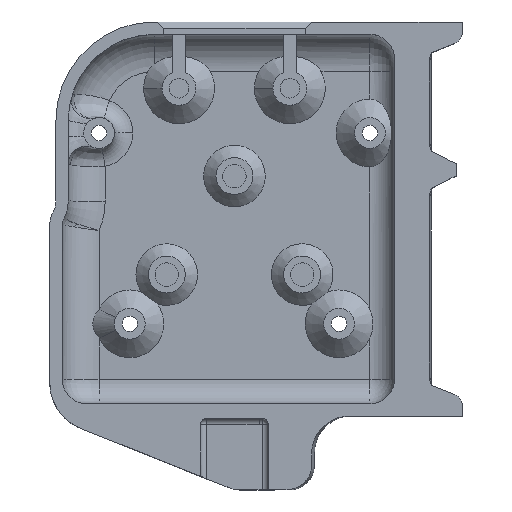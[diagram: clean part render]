
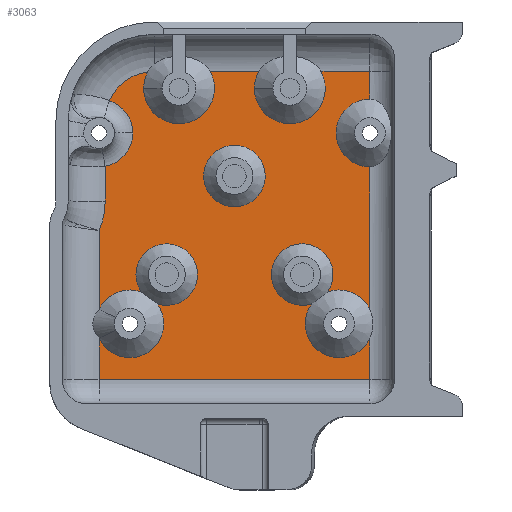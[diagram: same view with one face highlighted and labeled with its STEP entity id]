
A CAD part, top view. The second image highlights one B-rep face of the part: STEP entity #3063.
In plain terms, the highlighted planar face has unit normal (0, 0, 1).
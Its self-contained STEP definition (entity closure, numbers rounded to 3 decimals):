
#1204=CARTESIAN_POINT('',(37.5,13.,2.));
#1205=VERTEX_POINT('',#1204);
#1231=CARTESIAN_POINT('',(48.,10.709,2.));
#1232=VERTEX_POINT('',#1231);
#1233=CARTESIAN_POINT('',(43.,13.,2.));
#1234=DIRECTION('',(-0.,-0.,-1.));
#1235=DIRECTION('',(1.,0.,-0.));
#1236=AXIS2_PLACEMENT_3D('',#1233,#1234,#1235);
#1237=CIRCLE('',#1236,5.5);
#1238=EDGE_CURVE('',#1232,#1205,#1237,.T.);
#1240=CARTESIAN_POINT('',(48.,15.291,2.));
#1241=VERTEX_POINT('',#1240);
#1264=CARTESIAN_POINT('',(41.122,18.169,2.));
#1265=VERTEX_POINT('',#1264);
#1266=CARTESIAN_POINT('',(43.,13.,2.));
#1267=DIRECTION('',(-0.,-0.,-1.));
#1268=DIRECTION('',(1.,0.,-0.));
#1269=AXIS2_PLACEMENT_3D('',#1266,#1267,#1268);
#1270=CIRCLE('',#1269,5.5);
#1271=EDGE_CURVE('',#1265,#1241,#1270,.T.);
#1273=CARTESIAN_POINT('',(38.563,16.251,2.));
#1274=VERTEX_POINT('',#1273);
#1291=CARTESIAN_POINT('',(43.,13.,2.));
#1292=DIRECTION('',(-0.,-0.,-1.));
#1293=DIRECTION('',(1.,0.,-0.));
#1294=AXIS2_PLACEMENT_3D('',#1291,#1292,#1293);
#1295=CIRCLE('',#1294,5.5);
#1296=EDGE_CURVE('',#1205,#1274,#1295,.T.);
#1307=CARTESIAN_POINT('',(48.,4.,2.));
#1308=VERTEX_POINT('',#1307);
#1309=CARTESIAN_POINT('',(48.,4.,2.));
#1310=DIRECTION('',(0.,1.,0.));
#1311=VECTOR('',#1310,6.709);
#1312=LINE('',#1309,#1311);
#1313=EDGE_CURVE('',#1308,#1232,#1312,.T.);
#1332=CARTESIAN_POINT('',(48.,54.,2.));
#1333=VERTEX_POINT('',#1332);
#1341=CARTESIAN_POINT('',(48.,49.5,2.));
#1342=VERTEX_POINT('',#1341);
#1343=CARTESIAN_POINT('',(48.,49.5,2.));
#1344=DIRECTION('',(0.,1.,0.));
#1345=VECTOR('',#1344,4.5);
#1346=LINE('',#1343,#1345);
#1347=EDGE_CURVE('',#1342,#1333,#1346,.T.);
#1349=CARTESIAN_POINT('',(48.,38.5,2.));
#1350=VERTEX_POINT('',#1349);
#1436=CARTESIAN_POINT('',(48.,15.291,2.));
#1437=DIRECTION('',(0.,1.,0.));
#1438=VECTOR('',#1437,23.209);
#1439=LINE('',#1436,#1438);
#1440=EDGE_CURVE('',#1241,#1350,#1439,.T.);
#1587=CARTESIAN_POINT('',(22.05,54.,2.));
#1588=VERTEX_POINT('',#1587);
#1611=CARTESIAN_POINT('',(29.95,54.,2.));
#1612=VERTEX_POINT('',#1611);
#1613=CARTESIAN_POINT('',(22.05,54.,2.));
#1614=DIRECTION('',(1.,0.,-0.));
#1615=VECTOR('',#1614,7.9);
#1616=LINE('',#1613,#1615);
#1617=EDGE_CURVE('',#1588,#1612,#1616,.T.);
#2413=CARTESIAN_POINT('',(5.684,49.236,2.));
#2414=VERTEX_POINT('',#2413);
#2415=CARTESIAN_POINT('',(11.91,53.925,2.));
#2416=VERTEX_POINT('',#2415);
#2417=CARTESIAN_POINT('',(13.,46.,2.));
#2418=DIRECTION('',(-0.,-0.,-1.));
#2419=DIRECTION('',(1.,0.,-0.));
#2420=AXIS2_PLACEMENT_3D('',#2417,#2418,#2419);
#2421=CIRCLE('',#2420,8.);
#2422=EDGE_CURVE('',#2414,#2416,#2421,.T.);
#2498=CARTESIAN_POINT('',(5.,32.944,2.));
#2499=VERTEX_POINT('',#2498);
#2500=CARTESIAN_POINT('',(5.,38.592,2.));
#2501=VERTEX_POINT('',#2500);
#2502=CARTESIAN_POINT('',(5.,32.944,2.));
#2503=DIRECTION('',(0.,1.,0.));
#2504=VECTOR('',#2503,5.647);
#2505=LINE('',#2502,#2504);
#2506=EDGE_CURVE('',#2499,#2501,#2505,.T.);
#2872=CARTESIAN_POINT('',(0.,0.,2.));
#2873=DIRECTION('',(0.,0.,1.));
#2874=DIRECTION('',(1.,0.,0.));
#2875=AXIS2_PLACEMENT_3D('',#2872,#2873,#2874);
#2876=PLANE('',#2875);
#2877=CARTESIAN_POINT('',(4.,4.,2.));
#2878=VERTEX_POINT('',#2877);
#2879=CARTESIAN_POINT('',(4.,10.709,2.));
#2880=VERTEX_POINT('',#2879);
#2881=CARTESIAN_POINT('',(4.,4.,2.));
#2882=DIRECTION('',(0.,1.,0.));
#2883=VECTOR('',#2882,6.709);
#2884=LINE('',#2881,#2883);
#2885=EDGE_CURVE('',#2878,#2880,#2884,.T.);
#2886=ORIENTED_EDGE('',*,*,#2885,.F.);
#2887=CARTESIAN_POINT('',(4.,4.,2.));
#2888=DIRECTION('',(1.,0.,-0.));
#2889=VECTOR('',#2888,44.);
#2890=LINE('',#2887,#2889);
#2891=EDGE_CURVE('',#2878,#1308,#2890,.T.);
#2892=ORIENTED_EDGE('',*,*,#2891,.T.);
#2893=ORIENTED_EDGE('',*,*,#1313,.T.);
#2894=ORIENTED_EDGE('',*,*,#1238,.T.);
#2895=ORIENTED_EDGE('',*,*,#1296,.T.);
#2896=CARTESIAN_POINT('',(32.,21.,2.));
#2897=VERTEX_POINT('',#2896);
#2898=CARTESIAN_POINT('',(37.,21.,2.));
#2899=DIRECTION('',(-0.,-0.,-1.));
#2900=DIRECTION('',(1.,0.,-0.));
#2901=AXIS2_PLACEMENT_3D('',#2898,#2899,#2900);
#2902=CIRCLE('',#2901,5.);
#2903=EDGE_CURVE('',#1274,#2897,#2902,.T.);
#2904=ORIENTED_EDGE('',*,*,#2903,.T.);
#2905=CARTESIAN_POINT('',(37.,21.,2.));
#2906=DIRECTION('',(-0.,-0.,-1.));
#2907=DIRECTION('',(1.,0.,-0.));
#2908=AXIS2_PLACEMENT_3D('',#2905,#2906,#2907);
#2909=CIRCLE('',#2908,5.);
#2910=EDGE_CURVE('',#2897,#1265,#2909,.T.);
#2911=ORIENTED_EDGE('',*,*,#2910,.T.);
#2912=ORIENTED_EDGE('',*,*,#1271,.T.);
#2913=ORIENTED_EDGE('',*,*,#1440,.T.);
#2914=CARTESIAN_POINT('',(42.5,44.,2.));
#2915=VERTEX_POINT('',#2914);
#2916=CARTESIAN_POINT('',(48.,44.,2.));
#2917=DIRECTION('',(-0.,-0.,-1.));
#2918=DIRECTION('',(1.,0.,-0.));
#2919=AXIS2_PLACEMENT_3D('',#2916,#2917,#2918);
#2920=CIRCLE('',#2919,5.5);
#2921=EDGE_CURVE('',#1350,#2915,#2920,.T.);
#2922=ORIENTED_EDGE('',*,*,#2921,.T.);
#2923=CARTESIAN_POINT('',(48.,44.,2.));
#2924=DIRECTION('',(-0.,-0.,-1.));
#2925=DIRECTION('',(1.,0.,-0.));
#2926=AXIS2_PLACEMENT_3D('',#2923,#2924,#2925);
#2927=CIRCLE('',#2926,5.5);
#2928=EDGE_CURVE('',#2915,#1342,#2927,.T.);
#2929=ORIENTED_EDGE('',*,*,#2928,.T.);
#2930=ORIENTED_EDGE('',*,*,#1347,.T.);
#2931=CARTESIAN_POINT('',(40.05,54.,2.));
#2932=VERTEX_POINT('',#2931);
#2933=CARTESIAN_POINT('',(40.05,54.,2.));
#2934=DIRECTION('',(1.,0.,-0.));
#2935=VECTOR('',#2934,7.95);
#2936=LINE('',#2933,#2935);
#2937=EDGE_CURVE('',#2932,#1333,#2936,.T.);
#2938=ORIENTED_EDGE('',*,*,#2937,.F.);
#2939=CARTESIAN_POINT('',(29.25,51.25,2.));
#2940=VERTEX_POINT('',#2939);
#2941=CARTESIAN_POINT('',(35.,51.25,2.));
#2942=DIRECTION('',(-0.,-0.,-1.));
#2943=DIRECTION('',(1.,0.,-0.));
#2944=AXIS2_PLACEMENT_3D('',#2941,#2942,#2943);
#2945=CIRCLE('',#2944,5.75);
#2946=EDGE_CURVE('',#2932,#2940,#2945,.T.);
#2947=ORIENTED_EDGE('',*,*,#2946,.T.);
#2948=CARTESIAN_POINT('',(35.,51.25,2.));
#2949=DIRECTION('',(-0.,-0.,-1.));
#2950=DIRECTION('',(1.,0.,-0.));
#2951=AXIS2_PLACEMENT_3D('',#2948,#2949,#2950);
#2952=CIRCLE('',#2951,5.75);
#2953=EDGE_CURVE('',#2940,#1612,#2952,.T.);
#2954=ORIENTED_EDGE('',*,*,#2953,.T.);
#2955=ORIENTED_EDGE('',*,*,#1617,.F.);
#2956=CARTESIAN_POINT('',(11.25,51.25,2.));
#2957=VERTEX_POINT('',#2956);
#2958=CARTESIAN_POINT('',(17.,51.25,2.));
#2959=DIRECTION('',(-0.,-0.,-1.));
#2960=DIRECTION('',(1.,0.,-0.));
#2961=AXIS2_PLACEMENT_3D('',#2958,#2959,#2960);
#2962=CIRCLE('',#2961,5.75);
#2963=EDGE_CURVE('',#1588,#2957,#2962,.T.);
#2964=ORIENTED_EDGE('',*,*,#2963,.T.);
#2965=CARTESIAN_POINT('',(17.,51.25,2.));
#2966=DIRECTION('',(-0.,-0.,-1.));
#2967=DIRECTION('',(1.,0.,-0.));
#2968=AXIS2_PLACEMENT_3D('',#2965,#2966,#2967);
#2969=CIRCLE('',#2968,5.75);
#2970=EDGE_CURVE('',#2957,#2416,#2969,.T.);
#2971=ORIENTED_EDGE('',*,*,#2970,.T.);
#2972=ORIENTED_EDGE('',*,*,#2422,.F.);
#2973=CARTESIAN_POINT('',(9.5,44.,2.));
#2974=VERTEX_POINT('',#2973);
#2975=CARTESIAN_POINT('',(4.,44.,2.));
#2976=DIRECTION('',(-0.,-0.,-1.));
#2977=DIRECTION('',(1.,0.,-0.));
#2978=AXIS2_PLACEMENT_3D('',#2975,#2976,#2977);
#2979=CIRCLE('',#2978,5.5);
#2980=EDGE_CURVE('',#2414,#2974,#2979,.T.);
#2981=ORIENTED_EDGE('',*,*,#2980,.T.);
#2982=CARTESIAN_POINT('',(4.,44.,2.));
#2983=DIRECTION('',(-0.,-0.,-1.));
#2984=DIRECTION('',(1.,0.,-0.));
#2985=AXIS2_PLACEMENT_3D('',#2982,#2983,#2984);
#2986=CIRCLE('',#2985,5.5);
#2987=EDGE_CURVE('',#2974,#2501,#2986,.T.);
#2988=ORIENTED_EDGE('',*,*,#2987,.T.);
#2989=ORIENTED_EDGE('',*,*,#2506,.F.);
#2990=CARTESIAN_POINT('',(4.,28.148,2.));
#2991=VERTEX_POINT('',#2990);
#2992=CARTESIAN_POINT('',(-7.,32.944,2.));
#2993=DIRECTION('',(0.,0.,1.));
#2994=DIRECTION('',(1.,0.,-0.));
#2995=AXIS2_PLACEMENT_3D('',#2992,#2993,#2994);
#2996=CIRCLE('',#2995,12.);
#2997=EDGE_CURVE('',#2991,#2499,#2996,.T.);
#2998=ORIENTED_EDGE('',*,*,#2997,.F.);
#2999=CARTESIAN_POINT('',(4.,15.291,2.));
#3000=VERTEX_POINT('',#2999);
#3001=CARTESIAN_POINT('',(4.,15.291,2.));
#3002=DIRECTION('',(0.,1.,0.));
#3003=VECTOR('',#3002,12.857);
#3004=LINE('',#3001,#3003);
#3005=EDGE_CURVE('',#3000,#2991,#3004,.T.);
#3006=ORIENTED_EDGE('',*,*,#3005,.F.);
#3007=CARTESIAN_POINT('',(10.878,18.169,2.));
#3008=VERTEX_POINT('',#3007);
#3009=CARTESIAN_POINT('',(9.,13.,2.));
#3010=DIRECTION('',(-0.,-0.,-1.));
#3011=DIRECTION('',(1.,0.,-0.));
#3012=AXIS2_PLACEMENT_3D('',#3009,#3010,#3011);
#3013=CIRCLE('',#3012,5.5);
#3014=EDGE_CURVE('',#3000,#3008,#3013,.T.);
#3015=ORIENTED_EDGE('',*,*,#3014,.T.);
#3016=CARTESIAN_POINT('',(10.,21.,2.));
#3017=VERTEX_POINT('',#3016);
#3018=CARTESIAN_POINT('',(15.,21.,2.));
#3019=DIRECTION('',(-0.,-0.,-1.));
#3020=DIRECTION('',(1.,0.,-0.));
#3021=AXIS2_PLACEMENT_3D('',#3018,#3019,#3020);
#3022=CIRCLE('',#3021,5.);
#3023=EDGE_CURVE('',#3008,#3017,#3022,.T.);
#3024=ORIENTED_EDGE('',*,*,#3023,.T.);
#3025=CARTESIAN_POINT('',(13.437,16.251,2.));
#3026=VERTEX_POINT('',#3025);
#3027=CARTESIAN_POINT('',(15.,21.,2.));
#3028=DIRECTION('',(-0.,-0.,-1.));
#3029=DIRECTION('',(1.,0.,-0.));
#3030=AXIS2_PLACEMENT_3D('',#3027,#3028,#3029);
#3031=CIRCLE('',#3030,5.);
#3032=EDGE_CURVE('',#3017,#3026,#3031,.T.);
#3033=ORIENTED_EDGE('',*,*,#3032,.T.);
#3034=CARTESIAN_POINT('',(9.,13.,2.));
#3035=DIRECTION('',(-0.,-0.,-1.));
#3036=DIRECTION('',(1.,0.,-0.));
#3037=AXIS2_PLACEMENT_3D('',#3034,#3035,#3036);
#3038=CIRCLE('',#3037,5.5);
#3039=EDGE_CURVE('',#3026,#2880,#3038,.T.);
#3040=ORIENTED_EDGE('',*,*,#3039,.T.);
#3041=EDGE_LOOP('',(#2886,#2892,#2893,#2894,#2895,#2904,#2911,#2912,#2913,#2922,#2929,#2930,#2938,#2947,#2954,#2955,#2964,#2971,#2972,#2981,#2988,#2989,#2998,#3006,#3015,#3024,
#3033,#3040));
#3042=FACE_BOUND('',#3041,.T.);
#3043=CARTESIAN_POINT('',(31.,37.,2.));
#3044=VERTEX_POINT('',#3043);
#3045=CARTESIAN_POINT('',(21.,37.,2.));
#3046=VERTEX_POINT('',#3045);
#3047=CARTESIAN_POINT('',(26.,37.,2.));
#3048=DIRECTION('',(-0.,-0.,-1.));
#3049=DIRECTION('',(1.,0.,-0.));
#3050=AXIS2_PLACEMENT_3D('',#3047,#3048,#3049);
#3051=CIRCLE('',#3050,5.);
#3052=EDGE_CURVE('',#3044,#3046,#3051,.T.);
#3053=ORIENTED_EDGE('',*,*,#3052,.T.);
#3054=CARTESIAN_POINT('',(26.,37.,2.));
#3055=DIRECTION('',(-0.,-0.,-1.));
#3056=DIRECTION('',(1.,0.,-0.));
#3057=AXIS2_PLACEMENT_3D('',#3054,#3055,#3056);
#3058=CIRCLE('',#3057,5.);
#3059=EDGE_CURVE('',#3046,#3044,#3058,.T.);
#3060=ORIENTED_EDGE('',*,*,#3059,.T.);
#3061=EDGE_LOOP('',(#3053,#3060));
#3062=FACE_BOUND('',#3061,.T.);
#3063=ADVANCED_FACE('',(#3042,#3062),#2876,.T.);
